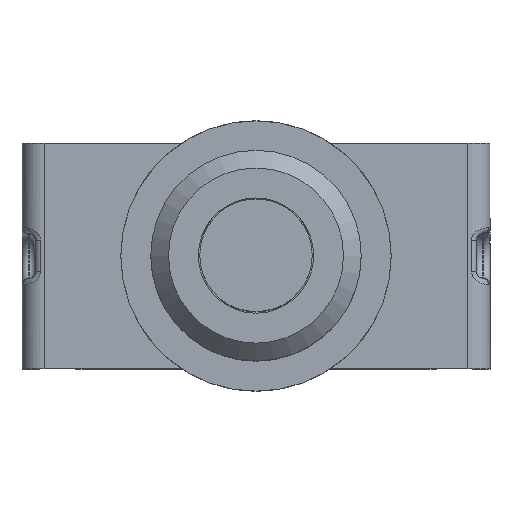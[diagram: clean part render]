
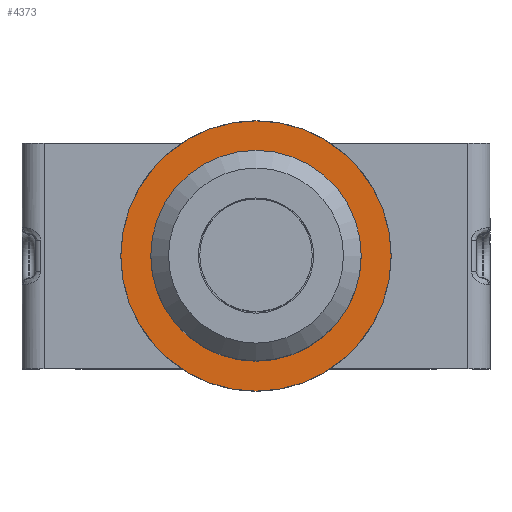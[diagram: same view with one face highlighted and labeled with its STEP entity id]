
A CAD part, top view. The second image highlights one B-rep face of the part: STEP entity #4373.
In plain terms, the highlighted planar face has unit normal (0, 0, 1).
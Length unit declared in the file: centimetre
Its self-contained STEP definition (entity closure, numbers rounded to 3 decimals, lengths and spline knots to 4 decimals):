
#142=FACE_BOUND('',#596,.T.);
#334=FACE_OUTER_BOUND('',#595,.T.);
#595=EDGE_LOOP('',(#3358));
#596=EDGE_LOOP('',(#3359));
#1689=CIRCLE('',#4750,0.2375);
#1692=CIRCLE('',#4756,0.305);
#1906=VERTEX_POINT('',#7407);
#1909=VERTEX_POINT('',#7418);
#2427=EDGE_CURVE('',#1906,#1906,#1689,.T.);
#2431=EDGE_CURVE('',#1909,#1909,#1692,.T.);
#3358=ORIENTED_EDGE('',*,*,#2431,.F.);
#3359=ORIENTED_EDGE('',*,*,#2427,.T.);
#4150=PLANE('',#4755);
#4373=ADVANCED_FACE('',(#334,#142),#4150,.F.);
#4750=AXIS2_PLACEMENT_3D('',#7409,#5506,#5507);
#4755=AXIS2_PLACEMENT_3D('',#7417,#5517,#5518);
#4756=AXIS2_PLACEMENT_3D('',#7419,#5519,#5520);
#5506=DIRECTION('center_axis',(0.,0.,
-1.));
#5507=DIRECTION('ref_axis',(1.,0.,0.));
#5517=DIRECTION('center_axis',(0.,0.,
-1.));
#5518=DIRECTION('ref_axis',(1.,0.,0.));
#5519=DIRECTION('center_axis',(0.,0.,
-1.));
#5520=DIRECTION('ref_axis',(1.,0.,0.));
#7407=CARTESIAN_POINT('',(-0.2375,0.,0.824));
#7409=CARTESIAN_POINT('Origin',(0.,0.,
0.824));
#7417=CARTESIAN_POINT('Origin',(0.,0.,
0.824));
#7418=CARTESIAN_POINT('',(-0.305,0.,0.824));
#7419=CARTESIAN_POINT('Origin',(0.,0.,
0.824));
